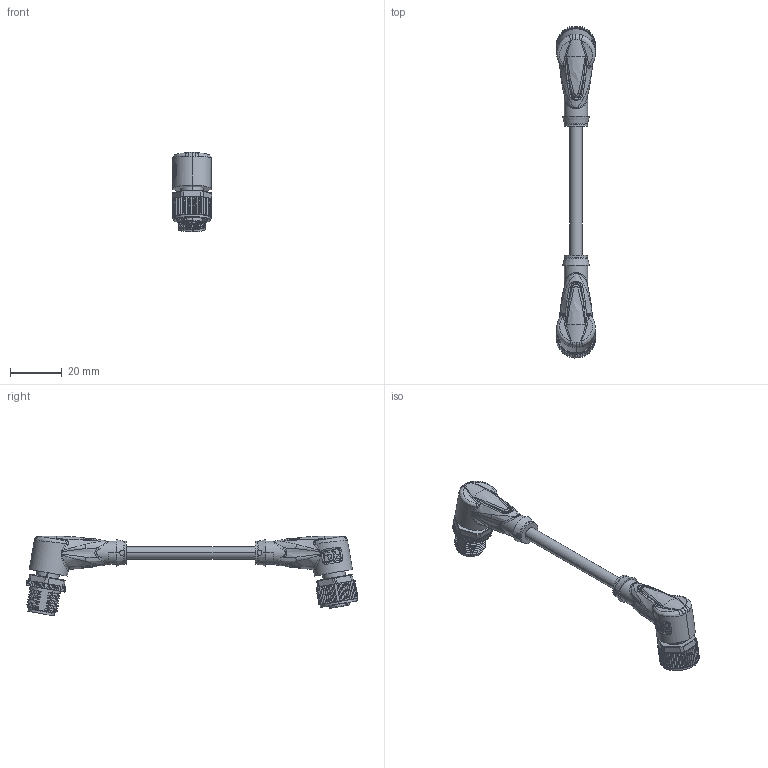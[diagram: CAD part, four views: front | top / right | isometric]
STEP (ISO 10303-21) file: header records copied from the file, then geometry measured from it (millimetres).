
FILE_DESCRIPTION(('STEP AP214'),'1');
FILE_NAME('cctmp_8A635B91-4C37-4AC5-AD27-CE3BB981C3F2_2022_04_27_10_32_21_0094..stp','2022-04-27T08:32:31',('KiM GmbH'),('CADClick - www.CADClick.com'),'Spatial InterOp 3D postprocessed',' ','unknown authorization');
FILE_SCHEMA(('AUTOMOTIVE_DESIGN'));
Length unit declared in the file: millimetre
Products named in the file (9): Connection2; Connection2_2; Connection2_1; T195711_1; Cable; Connection1; Connection1_2; Connection1_1; T195711
Assembly tree (8 placements, depth 4):
  T195711
    T195711_1
      Connection2
        Connection2_2
        Connection2_1
      Cable
      Connection1
        Connection1_2
        Connection1_1
Bounding box: 15.4 x 128.84 x 30.94 mm (x, y, z)
Volume: 12720.3 mm3; surface area: 9242.9 mm2
Topology: 7 solids, 31 shells, 2238 faces, 5826 edges, 3682 vertices
Faces by surface type: plane 972, cylinder 495, bspline 326, torus 304, cone 131, sphere 6, extrusion 4
Entity records: 108151 total; most frequent: CARTESIAN_POINT 48926, ORIENTED_EDGE 11584, DIRECTION 9979, EDGE_CURVE 5814, VERTEX_POINT 3682, AXIS2_PLACEMENT_3D 3557, VECTOR 2865, LINE 2861
